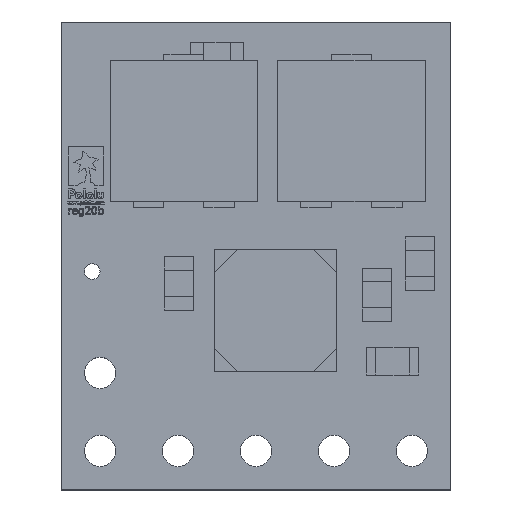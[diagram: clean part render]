
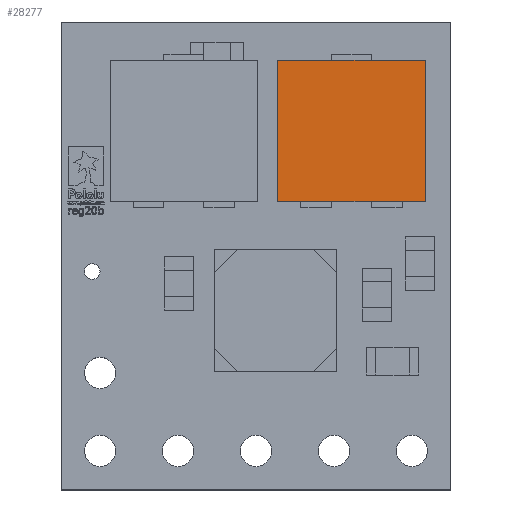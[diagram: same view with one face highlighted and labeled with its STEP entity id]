
A CAD part, top view. The second image highlights one B-rep face of the part: STEP entity #28277.
In plain terms, the highlighted planar face has unit normal (0, 0, 1).
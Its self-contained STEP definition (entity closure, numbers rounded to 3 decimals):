
#406 = ORIENTED_EDGE ( 'NONE', *, *, #38716, .T. ) ;
#1314 = CARTESIAN_POINT ( 'NONE',  ( 8.31, 9.792, 4.926 ) ) ;
#4461 = CARTESIAN_POINT ( 'NONE',  ( 7.06, 9.392, 4.926 ) ) ;
#4523 = VECTOR ( 'NONE', #10027, 1000. ) ;
#5207 = VERTEX_POINT ( 'NONE', #13651 ) ;
#6081 = CARTESIAN_POINT ( 'NONE',  ( 7.06, 9.392, 4.926 ) ) ;
#10027 = DIRECTION ( 'NONE',  ( 1., 0., 0. ) ) ;
#10219 = CARTESIAN_POINT ( 'NONE',  ( 7.06, 13.992, 4.926 ) ) ;
#12411 = EDGE_CURVE ( 'NONE', #36740, #5207, #28363, .T. ) ;
#12717 = CARTESIAN_POINT ( 'NONE',  ( 11.86, 9.392, 4.926 ) ) ;
#13651 = CARTESIAN_POINT ( 'NONE',  ( 7.06, 9.392, 4.926 ) ) ;
#13964 = CARTESIAN_POINT ( 'NONE',  ( 11.86, 13.992, 4.926 ) ) ;
#16296 = LINE ( 'NONE', #10219, #40496 ) ;
#17317 = PLANE ( 'NONE',  #23210 ) ;
#17990 = VECTOR ( 'NONE', #34975, 1000. ) ;
#19941 = VECTOR ( 'NONE', #22211, 1000. ) ;
#20905 = CARTESIAN_POINT ( 'NONE',  ( 11.86, 9.392, 4.926 ) ) ;
#21796 = FACE_OUTER_BOUND ( 'NONE', #34213, .T. ) ;
#22211 = DIRECTION ( 'NONE',  ( 0., -1., 0. ) ) ;
#23164 = ORIENTED_EDGE ( 'NONE', *, *, #27353, .T. ) ;
#23210 = AXIS2_PLACEMENT_3D ( 'NONE', #1314, #35913, #39225 ) ;
#23328 = ORIENTED_EDGE ( 'NONE', *, *, #12411, .T. ) ;
#24311 = ORIENTED_EDGE ( 'NONE', *, *, #25043, .T. ) ;
#25043 = EDGE_CURVE ( 'NONE', #40109, #36740, #16296, .T. ) ;
#26557 = CARTESIAN_POINT ( 'NONE',  ( 7.06, 13.992, 4.926 ) ) ;
#27353 = EDGE_CURVE ( 'NONE', #36529, #40109, #34761, .T. ) ;
#28277 = ADVANCED_FACE ( 'NONE', ( #21796 ), #17317, .T. ) ;
#28363 = LINE ( 'NONE', #6081, #19941 ) ;
#34213 = EDGE_LOOP ( 'NONE', ( #406, #23164, #24311, #23328 ) ) ;
#34761 = LINE ( 'NONE', #12717, #17990 ) ;
#34975 = DIRECTION ( 'NONE',  ( 0., 1., 0. ) ) ;
#35913 = DIRECTION ( 'NONE',  ( 0., 0., 1. ) ) ;
#36529 = VERTEX_POINT ( 'NONE', #20905 ) ;
#36740 = VERTEX_POINT ( 'NONE', #26557 ) ;
#38716 = EDGE_CURVE ( 'NONE', #5207, #36529, #39644, .T. ) ;
#38944 = DIRECTION ( 'NONE',  ( -1., 0., 0. ) ) ;
#39225 = DIRECTION ( 'NONE',  ( 0., 1., 0. ) ) ;
#39644 = LINE ( 'NONE', #4461, #4523 ) ;
#40109 = VERTEX_POINT ( 'NONE', #13964 ) ;
#40496 = VECTOR ( 'NONE', #38944, 1000. ) ;
